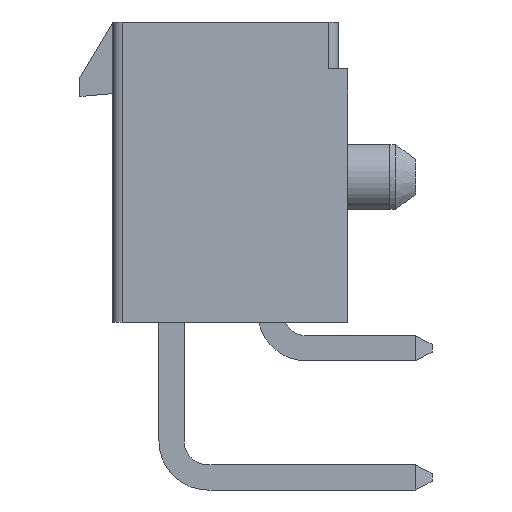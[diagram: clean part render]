
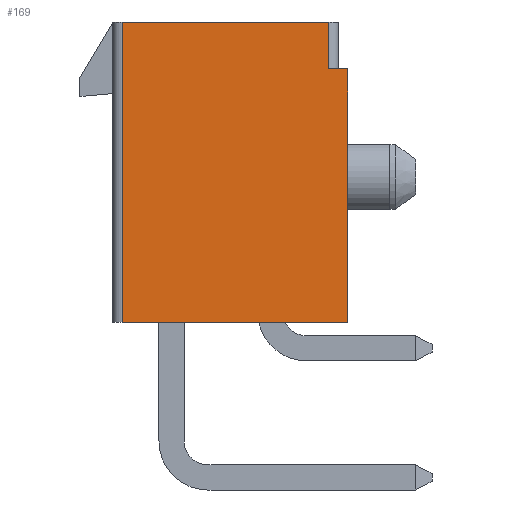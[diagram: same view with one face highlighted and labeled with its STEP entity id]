
A CAD part, left-side view. The second image highlights one B-rep face of the part: STEP entity #169.
In plain terms, the highlighted planar face has unit normal (-1, 0, 0).
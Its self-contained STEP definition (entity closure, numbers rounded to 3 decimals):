
#169 = ADVANCED_FACE( '', ( #410 ), #411, .T. );
#410 = FACE_OUTER_BOUND( '', #727, .T. );
#411 = PLANE( '', #728 );
#727 = EDGE_LOOP( '', ( #1505, #1506, #1507, #1508, #1509, #1510 ) );
#728 = AXIS2_PLACEMENT_3D( '', #1511, #1512, #1513 );
#1505 = ORIENTED_EDGE( '', *, *, #2253, .T. );
#1506 = ORIENTED_EDGE( '', *, *, #2159, .F. );
#1507 = ORIENTED_EDGE( '', *, *, #2105, .F. );
#1508 = ORIENTED_EDGE( '', *, *, #2185, .T. );
#1509 = ORIENTED_EDGE( '', *, *, #2075, .T. );
#1510 = ORIENTED_EDGE( '', *, *, #2330, .T. );
#1511 = CARTESIAN_POINT( '', ( -4.8, 0.4, 0. ) );
#1512 = DIRECTION( '', ( -1., 0., 0. ) );
#1513 = DIRECTION( '', ( 0., 0., 1. ) );
#2075 = EDGE_CURVE( '', #2458, #2455, #2459, .T. );
#2105 = EDGE_CURVE( '', #2515, #2497, #2517, .T. );
#2159 = EDGE_CURVE( '', #2497, #2620, #2621, .T. );
#2185 = EDGE_CURVE( '', #2515, #2458, #2666, .T. );
#2253 = EDGE_CURVE( '', #2779, #2620, #2780, .T. );
#2330 = EDGE_CURVE( '', #2455, #2779, #2896, .T. );
#2455 = VERTEX_POINT( '', #3068 );
#2458 = VERTEX_POINT( '', #3071 );
#2459 = LINE( '', #3072, #3073 );
#2497 = VERTEX_POINT( '', #3128 );
#2515 = VERTEX_POINT( '', #3152 );
#2517 = LINE( '', #3155, #3156 );
#2620 = VERTEX_POINT( '', #3310 );
#2621 = LINE( '', #3311, #3312 );
#2666 = LINE( '', #3375, #3376 );
#2779 = VERTEX_POINT( '', #3549 );
#2780 = LINE( '', #3550, #3551 );
#2896 = LINE( '', #3744, #3745 );
#3068 = CARTESIAN_POINT( '', ( -4.8, 0.8, -2. ) );
#3071 = CARTESIAN_POINT( '', ( -4.8, 0., -2. ) );
#3072 = CARTESIAN_POINT( '', ( -4.8, 0., -2. ) );
#3073 = VECTOR( '', #3961, 1000. );
#3128 = CARTESIAN_POINT( '', ( -4.8, 9.6, -12.8 ) );
#3152 = CARTESIAN_POINT( '', ( -4.8, 0., -12.8 ) );
#3155 = CARTESIAN_POINT( '', ( -4.8, 0., -12.8 ) );
#3156 = VECTOR( '', #4001, 1000. );
#3310 = CARTESIAN_POINT( '', ( -4.8, 9.6, 0. ) );
#3311 = CARTESIAN_POINT( '', ( -4.8, 9.6, -12.8 ) );
#3312 = VECTOR( '', #4059, 1000. );
#3375 = CARTESIAN_POINT( '', ( -4.8, 0., -12.8 ) );
#3376 = VECTOR( '', #4099, 1000. );
#3549 = CARTESIAN_POINT( '', ( -4.8, 0.8, 0. ) );
#3550 = CARTESIAN_POINT( '', ( -4.8, 0.8, 0. ) );
#3551 = VECTOR( '', #4181, 1000. );
#3744 = CARTESIAN_POINT( '', ( -4.8, 0.8, -2. ) );
#3745 = VECTOR( '', #4264, 1000. );
#3961 = DIRECTION( '', ( 0., 1., 0. ) );
#4001 = DIRECTION( '', ( 0., 1., 0. ) );
#4059 = DIRECTION( '', ( 0., 0., 1. ) );
#4099 = DIRECTION( '', ( 0., 0., 1. ) );
#4181 = DIRECTION( '', ( 0., 1., 0. ) );
#4264 = DIRECTION( '', ( 0., 0., 1. ) );
